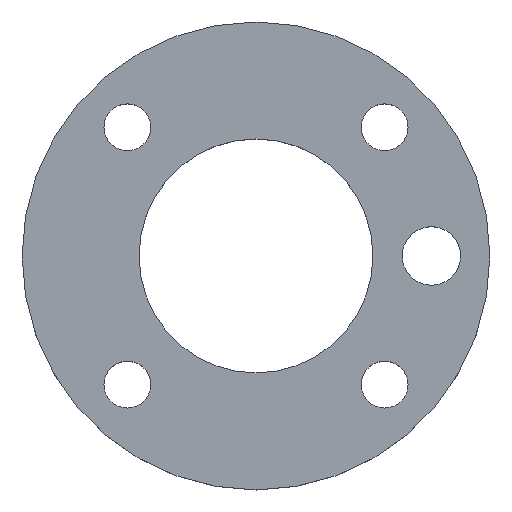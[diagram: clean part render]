
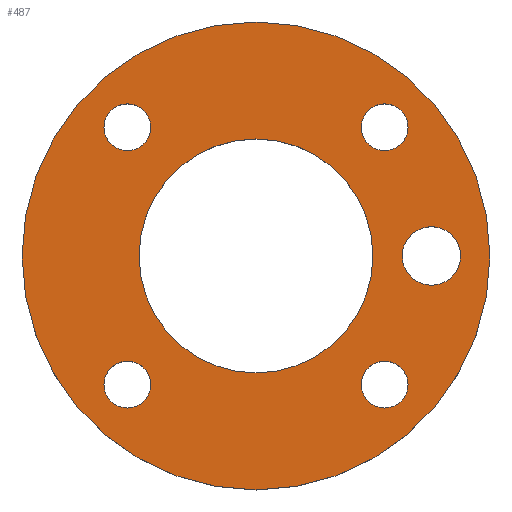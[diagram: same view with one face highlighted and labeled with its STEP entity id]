
A CAD part, top view. The second image highlights one B-rep face of the part: STEP entity #487.
In plain terms, the highlighted planar face has unit normal (0, 0, 1).
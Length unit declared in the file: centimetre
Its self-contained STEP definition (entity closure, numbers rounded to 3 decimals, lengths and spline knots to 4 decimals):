
#5 = CARTESIAN_POINT ( 'NONE',  ( 1.5, 0., 0.5 ) ) ;
#8 = DIRECTION ( 'NONE',  ( -1., 0., 0. ) ) ;
#11 = AXIS2_PLACEMENT_3D ( 'NONE', #524, #480, #237 ) ;
#12 = DIRECTION ( 'NONE',  ( 0., 0., 1. ) ) ;
#18 = ORIENTED_EDGE ( 'NONE', *, *, #612, .F. ) ;
#22 = DIRECTION ( 'NONE',  ( -1., 0., 0. ) ) ;
#33 = FACE_BOUND ( 'NONE', #330, .T. ) ;
#35 = FACE_BOUND ( 'NONE', #322, .T. ) ;
#36 = AXIS2_PLACEMENT_3D ( 'NONE', #482, #433, #207 ) ;
#38 = VERTEX_POINT ( 'NONE', #614 ) ;
#39 = CARTESIAN_POINT ( 'NONE',  ( 0., 0., 0.5 ) ) ;
#40 = CIRCLE ( 'NONE', #374, 0.25 ) ;
#42 = CARTESIAN_POINT ( 'NONE',  ( 0., 0., 0.5 ) ) ;
#49 = ORIENTED_EDGE ( 'NONE', *, *, #500, .T. ) ;
#52 = CARTESIAN_POINT ( 'NONE',  ( 1.1, -1.1, 0.5 ) ) ;
#53 = EDGE_CURVE ( 'NONE', #399, #471, #392, .T. ) ;
#56 = AXIS2_PLACEMENT_3D ( 'NONE', #153, #536, #409 ) ;
#58 = ORIENTED_EDGE ( 'NONE', *, *, #222, .F. ) ;
#60 = EDGE_CURVE ( 'NONE', #582, #206, #211, .T. ) ;
#64 = CARTESIAN_POINT ( 'NONE',  ( 1.3, -1.1, 0.5 ) ) ;
#65 = AXIS2_PLACEMENT_3D ( 'NONE', #229, #423, #326 ) ;
#73 = ORIENTED_EDGE ( 'NONE', *, *, #53, .T. ) ;
#77 = ORIENTED_EDGE ( 'NONE', *, *, #573, .F. ) ;
#80 = ORIENTED_EDGE ( 'NONE', *, *, #608, .F. ) ;
#105 = EDGE_LOOP ( 'NONE', ( #255, #280 ) ) ;
#112 = DIRECTION ( 'NONE',  ( 0., 0., 1. ) ) ;
#113 = CIRCLE ( 'NONE', #472, 0.2 ) ;
#114 = ORIENTED_EDGE ( 'NONE', *, *, #513, .F. ) ;
#124 = CARTESIAN_POINT ( 'NONE',  ( 1.3, 1.1, 0.5 ) ) ;
#136 = DIRECTION ( 'NONE',  ( -1., 0., 0. ) ) ;
#138 = CARTESIAN_POINT ( 'NONE',  ( 0., 0., 0.5 ) ) ;
#144 = CIRCLE ( 'NONE', #336, 0.2 ) ;
#148 = EDGE_CURVE ( 'NONE', #569, #410, #478, .T. ) ;
#149 = DIRECTION ( 'NONE',  ( -1., 0., 0. ) ) ;
#151 = CARTESIAN_POINT ( 'NONE',  ( 1.5, 0., 0.5 ) ) ;
#153 = CARTESIAN_POINT ( 'NONE',  ( 1.1, 1.1, 0.5 ) ) ;
#157 = CARTESIAN_POINT ( 'NONE',  ( 1., 0., 0.5 ) ) ;
#166 = EDGE_CURVE ( 'NONE', #571, #377, #485, .T. ) ;
#170 = AXIS2_PLACEMENT_3D ( 'NONE', #548, #591, #22 ) ;
#184 = DIRECTION ( 'NONE',  ( 0., 0., 1. ) ) ;
#187 = DIRECTION ( 'NONE',  ( -1., 0., 0. ) ) ;
#189 = CARTESIAN_POINT ( 'NONE',  ( 1.75, 0., 0.5 ) ) ;
#198 = EDGE_LOOP ( 'NONE', ( #407, #18 ) ) ;
#203 = DIRECTION ( 'NONE',  ( 0., 0., 1. ) ) ;
#206 = VERTEX_POINT ( 'NONE', #448 ) ;
#207 = DIRECTION ( 'NONE',  ( -1., 0., 0. ) ) ;
#210 = CIRCLE ( 'NONE', #231, 1. ) ;
#211 = CIRCLE ( 'NONE', #468, 0.2 ) ;
#214 = EDGE_CURVE ( 'NONE', #463, #498, #302, .T. ) ;
#222 = EDGE_CURVE ( 'NONE', #206, #582, #551, .T. ) ;
#223 = DIRECTION ( 'NONE',  ( -1., 0., 0. ) ) ;
#224 = ORIENTED_EDGE ( 'NONE', *, *, #481, .F. ) ;
#227 = ORIENTED_EDGE ( 'NONE', *, *, #166, .F. ) ;
#229 = CARTESIAN_POINT ( 'NONE',  ( 0., 0., 0.5 ) ) ;
#231 = AXIS2_PLACEMENT_3D ( 'NONE', #138, #239, #257 ) ;
#236 = DIRECTION ( 'NONE',  ( 0., 0., 1. ) ) ;
#237 = DIRECTION ( 'NONE',  ( -1., 0., 0. ) ) ;
#239 = DIRECTION ( 'NONE',  ( 0., 0., 1. ) ) ;
#249 = DIRECTION ( 'NONE',  ( 0., 0., 1. ) ) ;
#250 = CARTESIAN_POINT ( 'NONE',  ( -1.1, -1.1, 0.5 ) ) ;
#253 = EDGE_CURVE ( 'NONE', #498, #463, #332, .T. ) ;
#255 = ORIENTED_EDGE ( 'NONE', *, *, #214, .F. ) ;
#257 = DIRECTION ( 'NONE',  ( -1., 0., 0. ) ) ;
#260 = EDGE_LOOP ( 'NONE', ( #80, #512 ) ) ;
#265 = AXIS2_PLACEMENT_3D ( 'NONE', #151, #203, #391 ) ;
#273 = CARTESIAN_POINT ( 'NONE',  ( -2., 0., 0.5 ) ) ;
#277 = DIRECTION ( 'NONE',  ( 0., 0., 1. ) ) ;
#280 = ORIENTED_EDGE ( 'NONE', *, *, #253, .F. ) ;
#283 = DIRECTION ( 'NONE',  ( -1., 0., 0. ) ) ;
#302 = CIRCLE ( 'NONE', #170, 0.2 ) ;
#308 = CIRCLE ( 'NONE', #36, 0.2 ) ;
#317 = CARTESIAN_POINT ( 'NONE',  ( 2., 0., 0.5 ) ) ;
#318 = EDGE_LOOP ( 'NONE', ( #73, #49 ) ) ;
#322 = EDGE_LOOP ( 'NONE', ( #58, #507 ) ) ;
#326 = DIRECTION ( 'NONE',  ( -1., 0., 0. ) ) ;
#328 = AXIS2_PLACEMENT_3D ( 'NONE', #42, #236, #223 ) ;
#330 = EDGE_LOOP ( 'NONE', ( #227, #224 ) ) ;
#331 = DIRECTION ( 'NONE',  ( 0., 0., 1. ) ) ;
#332 = CIRCLE ( 'NONE', #56, 0.2 ) ;
#336 = AXIS2_PLACEMENT_3D ( 'NONE', #558, #277, #283 ) ;
#337 = DIRECTION ( 'NONE',  ( -1., 0., 0. ) ) ;
#368 = CARTESIAN_POINT ( 'NONE',  ( -1.3, 1.1, 0.5 ) ) ;
#371 = PLANE ( 'NONE',  #65 ) ;
#374 = AXIS2_PLACEMENT_3D ( 'NONE', #5, #331, #337 ) ;
#377 = VERTEX_POINT ( 'NONE', #479 ) ;
#390 = EDGE_CURVE ( 'NONE', #404, #503, #593, .T. ) ;
#391 = DIRECTION ( 'NONE',  ( -1., 0., 0. ) ) ;
#392 = CIRCLE ( 'NONE', #11, 2. ) ;
#399 = VERTEX_POINT ( 'NONE', #317 ) ;
#404 = VERTEX_POINT ( 'NONE', #465 ) ;
#407 = ORIENTED_EDGE ( 'NONE', *, *, #148, .F. ) ;
#409 = DIRECTION ( 'NONE',  ( -1., 0., 0. ) ) ;
#410 = VERTEX_POINT ( 'NONE', #601 ) ;
#423 = DIRECTION ( 'NONE',  ( 0., 0., 1. ) ) ;
#430 = CARTESIAN_POINT ( 'NONE',  ( -1.1, 1.1, 0.5 ) ) ;
#433 = DIRECTION ( 'NONE',  ( 0., 0., 1. ) ) ;
#448 = CARTESIAN_POINT ( 'NONE',  ( -0.9, -1.1, 0.5 ) ) ;
#450 = CARTESIAN_POINT ( 'NONE',  ( -1.3, -1.1, 0.5 ) ) ;
#454 = DIRECTION ( 'NONE',  ( -1., 0., 0. ) ) ;
#463 = VERTEX_POINT ( 'NONE', #124 ) ;
#465 = CARTESIAN_POINT ( 'NONE',  ( -1., 0., 0.5 ) ) ;
#468 = AXIS2_PLACEMENT_3D ( 'NONE', #250, #12, #149 ) ;
#470 = FACE_BOUND ( 'NONE', #260, .T. ) ;
#471 = VERTEX_POINT ( 'NONE', #273 ) ;
#472 = AXIS2_PLACEMENT_3D ( 'NONE', #430, #615, #187 ) ;
#474 = VERTEX_POINT ( 'NONE', #368 ) ;
#476 = CARTESIAN_POINT ( 'NONE',  ( 0.9, 1.1, 0.5 ) ) ;
#478 = CIRCLE ( 'NONE', #265, 0.25 ) ;
#479 = CARTESIAN_POINT ( 'NONE',  ( 0.9, -1.1, 0.5 ) ) ;
#480 = DIRECTION ( 'NONE',  ( 0., 0., 1. ) ) ;
#481 = EDGE_CURVE ( 'NONE', #377, #571, #144, .T. ) ;
#482 = CARTESIAN_POINT ( 'NONE',  ( -1.1, 1.1, 0.5 ) ) ;
#485 = CIRCLE ( 'NONE', #563, 0.2 ) ;
#487 = ADVANCED_FACE ( 'NONE', ( #568, #613, #470, #565, #33, #35, #605 ), #371, .T. ) ;
#494 = CARTESIAN_POINT ( 'NONE',  ( -1.1, -1.1, 0.5 ) ) ;
#498 = VERTEX_POINT ( 'NONE', #476 ) ;
#500 = EDGE_CURVE ( 'NONE', #471, #399, #547, .T. ) ;
#503 = VERTEX_POINT ( 'NONE', #157 ) ;
#507 = ORIENTED_EDGE ( 'NONE', *, *, #60, .F. ) ;
#512 = ORIENTED_EDGE ( 'NONE', *, *, #390, .F. ) ;
#513 = EDGE_CURVE ( 'NONE', #474, #38, #308, .T. ) ;
#524 = CARTESIAN_POINT ( 'NONE',  ( 0., 0., 0.5 ) ) ;
#525 = AXIS2_PLACEMENT_3D ( 'NONE', #494, #112, #454 ) ;
#536 = DIRECTION ( 'NONE',  ( 0., 0., 1. ) ) ;
#547 = CIRCLE ( 'NONE', #604, 2. ) ;
#548 = CARTESIAN_POINT ( 'NONE',  ( 1.1, 1.1, 0.5 ) ) ;
#551 = CIRCLE ( 'NONE', #525, 0.2 ) ;
#558 = CARTESIAN_POINT ( 'NONE',  ( 1.1, -1.1, 0.5 ) ) ;
#563 = AXIS2_PLACEMENT_3D ( 'NONE', #52, #249, #8 ) ;
#565 = FACE_OUTER_BOUND ( 'NONE', #318, .T. ) ;
#568 = FACE_BOUND ( 'NONE', #586, .T. ) ;
#569 = VERTEX_POINT ( 'NONE', #189 ) ;
#571 = VERTEX_POINT ( 'NONE', #64 ) ;
#573 = EDGE_CURVE ( 'NONE', #38, #474, #113, .T. ) ;
#582 = VERTEX_POINT ( 'NONE', #450 ) ;
#586 = EDGE_LOOP ( 'NONE', ( #77, #114 ) ) ;
#591 = DIRECTION ( 'NONE',  ( 0., 0., 1. ) ) ;
#593 = CIRCLE ( 'NONE', #328, 1. ) ;
#601 = CARTESIAN_POINT ( 'NONE',  ( 1.25, 0., 0.5 ) ) ;
#604 = AXIS2_PLACEMENT_3D ( 'NONE', #39, #184, #136 ) ;
#605 = FACE_BOUND ( 'NONE', #105, .T. ) ;
#608 = EDGE_CURVE ( 'NONE', #503, #404, #210, .T. ) ;
#612 = EDGE_CURVE ( 'NONE', #410, #569, #40, .T. ) ;
#613 = FACE_BOUND ( 'NONE', #198, .T. ) ;
#614 = CARTESIAN_POINT ( 'NONE',  ( -0.9, 1.1, 0.5 ) ) ;
#615 = DIRECTION ( 'NONE',  ( 0., 0., 1. ) ) ;
